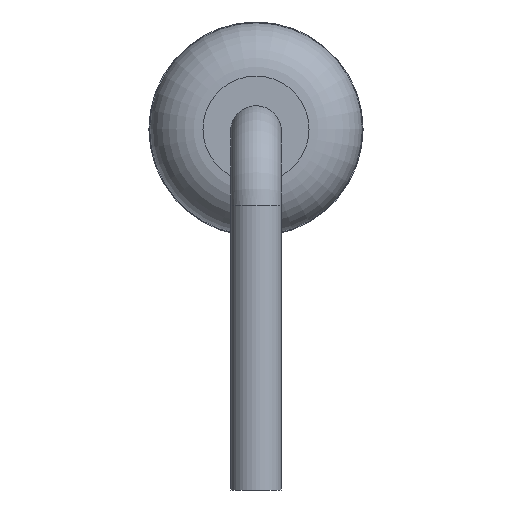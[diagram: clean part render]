
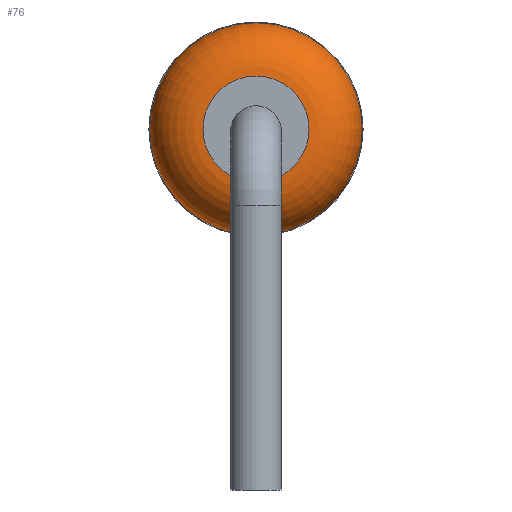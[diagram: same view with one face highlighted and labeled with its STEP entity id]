
A CAD part, left-side view. The second image highlights one B-rep face of the part: STEP entity #76.
In plain terms, the highlighted toroidal (fillet/blend) face has major radius 0.625 mm and minor radius 0.625 mm.
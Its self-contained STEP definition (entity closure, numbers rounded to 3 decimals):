
#22 = VERTEX_POINT('',#23);
#23 = CARTESIAN_POINT('',(1.285,1.25,1.25));
#39 = EDGE_CURVE('',#22,#22,#40,.T.);
#40 = CIRCLE('',#41,1.25);
#41 = AXIS2_PLACEMENT_3D('',#42,#43,#44);
#42 = CARTESIAN_POINT('',(1.285,0.,1.25));
#43 = DIRECTION('',(1.,0.,0.));
#44 = DIRECTION('',(0.,1.,0.));
#76 = ADVANCED_FACE('',(#77),#97,.T.);
#77 = FACE_BOUND('',#78,.T.);
#78 = EDGE_LOOP('',(#79,#88,#95,#96));
#79 = ORIENTED_EDGE('',*,*,#80,.T.);
#80 = EDGE_CURVE('',#81,#81,#83,.T.);
#81 = VERTEX_POINT('',#82);
#82 = CARTESIAN_POINT('',(0.66,0.625,1.25));
#83 = CIRCLE('',#84,0.625);
#84 = AXIS2_PLACEMENT_3D('',#85,#86,#87);
#85 = CARTESIAN_POINT('',(0.66,0.,1.25));
#86 = DIRECTION('',(1.,0.,0.));
#87 = DIRECTION('',(0.,1.,0.));
#88 = ORIENTED_EDGE('',*,*,#89,.F.);
#89 = EDGE_CURVE('',#22,#81,#90,.T.);
#90 = CIRCLE('',#91,0.625);
#91 = AXIS2_PLACEMENT_3D('',#92,#93,#94);
#92 = CARTESIAN_POINT('',(1.285,0.625,1.25));
#93 = DIRECTION('',(0.,-0.,1.));
#94 = DIRECTION('',(0.,1.,0.));
#95 = ORIENTED_EDGE('',*,*,#39,.F.);
#96 = ORIENTED_EDGE('',*,*,#89,.T.);
#97 = TOROIDAL_SURFACE('',#98,0.625,0.625);
#98 = AXIS2_PLACEMENT_3D('',#99,#100,#101);
#99 = CARTESIAN_POINT('',(1.285,0.,1.25));
#100 = DIRECTION('',(-1.,0.,0.));
#101 = DIRECTION('',(0.,1.,0.));
